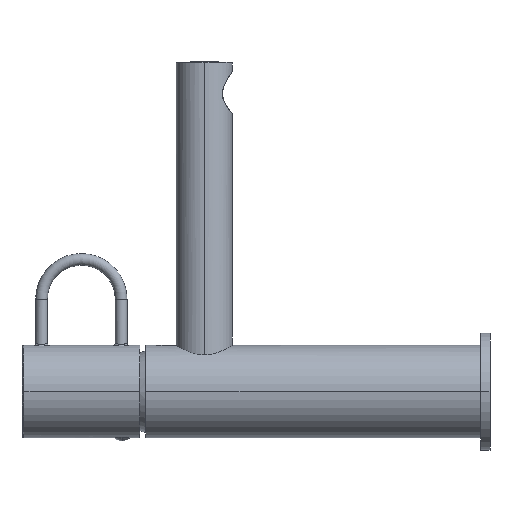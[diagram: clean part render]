
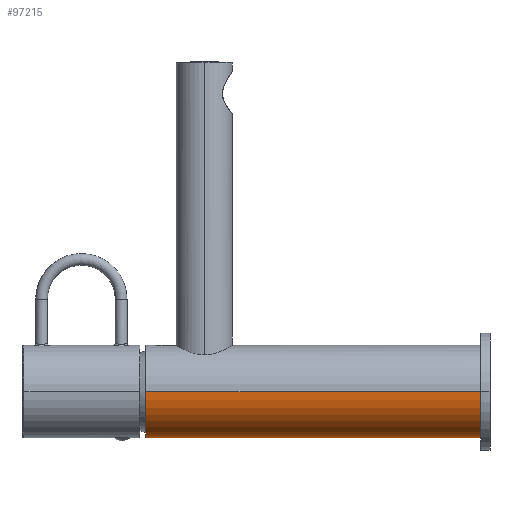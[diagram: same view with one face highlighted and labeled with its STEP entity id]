
A CAD part, left-side view. The second image highlights one B-rep face of the part: STEP entity #97215.
In plain terms, the highlighted cylindrical face has radius 19.75 mm (diameter 39.5 mm), a partial arc.
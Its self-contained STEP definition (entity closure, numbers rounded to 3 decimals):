
#33189=CARTESIAN_POINT('',(0.,0.,0.));
#33190=DIRECTION('',(0.,-1.,0.));
#33191=DIRECTION('',(-1.,0.,0.));
#33192=AXIS2_PLACEMENT_3D('',#33189,#33190,#33191);
#33194=DIRECTION('',(0.,1.,0.));
#33195=VECTOR('',#33194,143.);
#33196=CARTESIAN_POINT('',(19.75,0.,0.));
#33197=LINE('',#33196,#33195);
#33198=DIRECTION('',(0.,1.,0.));
#33199=VECTOR('',#33198,143.);
#33200=CARTESIAN_POINT('',(-19.75,0.,0.));
#33201=LINE('',#33200,#33199);
#36725=CARTESIAN_POINT('',(0.,143.,0.));
#36726=DIRECTION('',(0.,1.,0.));
#36727=DIRECTION('',(1.,0.,0.));
#36728=AXIS2_PLACEMENT_3D('',#36725,#36726,#36727);
#54915=CARTESIAN_POINT('',(19.75,143.,0.));
#54916=CARTESIAN_POINT('',(-19.75,143.,0.));
#54917=VERTEX_POINT('',#54915);
#54918=VERTEX_POINT('',#54916);
#56471=CARTESIAN_POINT('',(19.75,0.,0.));
#56472=CARTESIAN_POINT('',(-19.75,0.,0.));
#56473=VERTEX_POINT('',#56471);
#56474=VERTEX_POINT('',#56472);
#97202=CARTESIAN_POINT('',(0.,150.15,0.));
#97203=DIRECTION('',(0.,-1.,0.));
#97204=DIRECTION('',(-1.,0.,0.));
#97205=AXIS2_PLACEMENT_3D('',#97202,#97203,#97204);
#97206=CYLINDRICAL_SURFACE('',#97205,19.75);
#97208=ORIENTED_EDGE('',*,*,#97207,.T.);
#97209=ORIENTED_EDGE('',*,*,#97184,.T.);
#97211=ORIENTED_EDGE('',*,*,#97210,.T.);
#97212=ORIENTED_EDGE('',*,*,#97180,.F.);
#97213=EDGE_LOOP('',(#97208,#97209,#97211,#97212));
#97214=FACE_OUTER_BOUND('',#97213,.F.);
#97215=ADVANCED_FACE('',(#97214),#97206,.T.);
#33193=CIRCLE('',#33192,19.75);
#36729=CIRCLE('',#36728,19.75);
#97180=EDGE_CURVE('',#56474,#54918,#33201,.T.);
#97184=EDGE_CURVE('',#56473,#54917,#33197,.T.);
#97207=EDGE_CURVE('',#56474,#56473,#33193,.T.);
#97210=EDGE_CURVE('',#54917,#54918,#36729,.T.);
